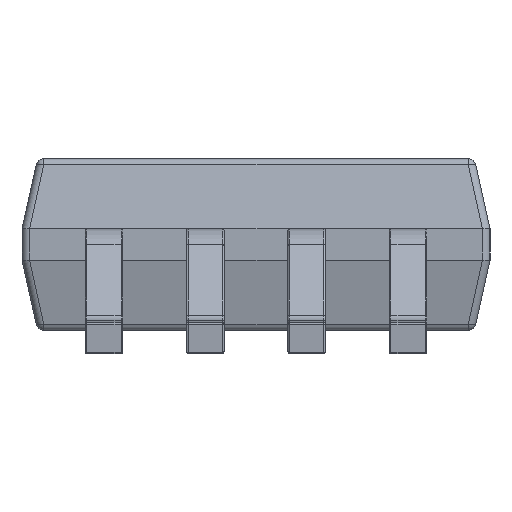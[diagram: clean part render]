
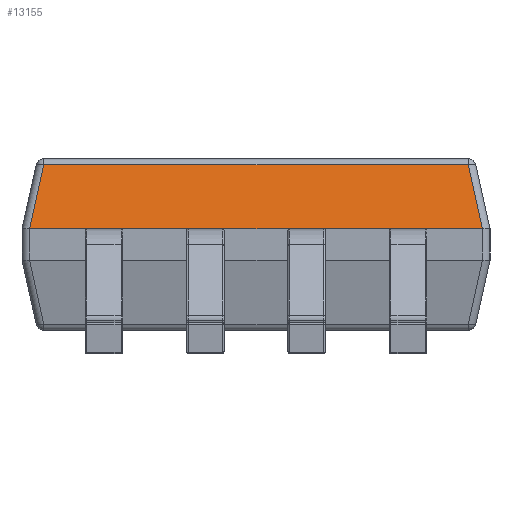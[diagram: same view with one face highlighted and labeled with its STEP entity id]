
A CAD part, left-side view. The second image highlights one B-rep face of the part: STEP entity #13155.
In plain terms, the highlighted face is planar.
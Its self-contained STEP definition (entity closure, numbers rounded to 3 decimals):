
#317=ELLIPSE('',#14021,0.23,0.05);
#318=ELLIPSE('',#14022,0.23,0.05);
#710=PLANE('',#14020);
#1074=FACE_OUTER_BOUND('',#1900,.T.);
#1900=EDGE_LOOP('',(#8503,#8504,#8505,#8506,#8507,#8508));
#2789=LINE('',#19634,#3903);
#2800=LINE('',#19669,#3914);
#2801=LINE('',#19671,#3915);
#2802=LINE('',#19673,#3916);
#3903=VECTOR('',#15266,1.);
#3914=VECTOR('',#15285,1.);
#3915=VECTOR('',#15286,1.);
#3916=VECTOR('',#15287,1.);
#5478=VERTEX_POINT('',#19632);
#5479=VERTEX_POINT('',#19633);
#5490=VERTEX_POINT('',#19666);
#5491=VERTEX_POINT('',#19668);
#5492=VERTEX_POINT('',#19670);
#5493=VERTEX_POINT('',#19672);
#6607=EDGE_CURVE('',#5478,#5479,#2789,.T.);
#6620=EDGE_CURVE('',#5478,#5490,#317,.T.);
#6621=EDGE_CURVE('',#5490,#5491,#2800,.T.);
#6622=EDGE_CURVE('',#5491,#5492,#2801,.T.);
#6623=EDGE_CURVE('',#5492,#5493,#2802,.T.);
#6624=EDGE_CURVE('',#5493,#5479,#318,.T.);
#8503=ORIENTED_EDGE('',*,*,#6607,.F.);
#8504=ORIENTED_EDGE('',*,*,#6620,.T.);
#8505=ORIENTED_EDGE('',*,*,#6621,.T.);
#8506=ORIENTED_EDGE('',*,*,#6622,.T.);
#8507=ORIENTED_EDGE('',*,*,#6623,.T.);
#8508=ORIENTED_EDGE('',*,*,#6624,.T.);
#13155=ADVANCED_FACE('',(#1074),#710,.T.);
#14020=AXIS2_PLACEMENT_3D('',#19665,#15281,#15282);
#14021=AXIS2_PLACEMENT_3D('',#19667,#15283,#15284);
#14022=AXIS2_PLACEMENT_3D('',#19674,#15288,#15289);
#15266=DIRECTION('',(-1.,0.,0.));
#15281=DIRECTION('center_axis',(0.,-0.976,
0.217));
#15282=DIRECTION('ref_axis',(-1.,0.,0.));
#15283=DIRECTION('center_axis',(0.,-0.976,
0.217));
#15284=DIRECTION('ref_axis',(0.,-0.217,-0.976));
#15285=DIRECTION('',(-0.212,0.212,0.954));
#15286=DIRECTION('',(-1.,0.,0.));
#15287=DIRECTION('',(-0.212,-0.212,-0.954));
#15288=DIRECTION('center_axis',(0.,-0.976,
0.217));
#15289=DIRECTION('ref_axis',(0.,-0.217,-0.976));
#19632=CARTESIAN_POINT('',(1.45,-1.5,0.799));
#19633=CARTESIAN_POINT('',(-1.45,-1.5,0.799));
#19634=CARTESIAN_POINT('',(-1.5,-1.5,0.799));
#19665=CARTESIAN_POINT('Origin',(0.,-1.4,1.249));
#19666=CARTESIAN_POINT('',(1.451,-1.5,0.799));
#19667=CARTESIAN_POINT('Origin',(1.45,-1.45,1.024));
#19668=CARTESIAN_POINT('',(1.36,-1.409,1.21));
#19669=CARTESIAN_POINT('',(1.29,-1.339,1.522));
#19670=CARTESIAN_POINT('',(-1.36,-1.409,1.21));
#19671=CARTESIAN_POINT('',(0.,-1.409,1.21));
#19672=CARTESIAN_POINT('',(-1.451,-1.5,0.799));
#19673=CARTESIAN_POINT('',(-1.29,-1.339,1.522));
#19674=CARTESIAN_POINT('Origin',(-1.45,-1.45,1.024));
